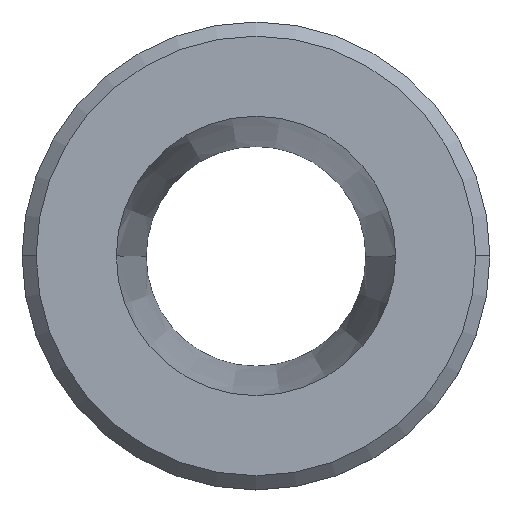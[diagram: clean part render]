
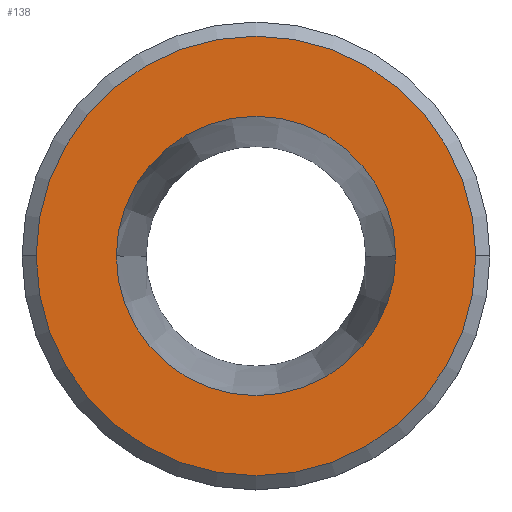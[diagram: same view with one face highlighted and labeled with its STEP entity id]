
A CAD part, top view. The second image highlights one B-rep face of the part: STEP entity #138.
In plain terms, the highlighted planar face has unit normal (0, 0, 1).
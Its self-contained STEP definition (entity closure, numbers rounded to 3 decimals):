
#78=EDGE_CURVE('',#160,#100,#190,.T.);
#82=EDGE_CURVE('',#102,#118,#195,.T.);
#100=VERTEX_POINT('',#215);
#102=VERTEX_POINT('',#217);
#108=EDGE_CURVE('',#118,#102,#223,.T.);
#118=VERTEX_POINT('',#234);
#138=ADVANCED_FACE('',(#258,#259),#260,.T.);
#146=EDGE_CURVE('',#100,#160,#269,.T.);
#160=VERTEX_POINT('',#284);
#190=CIRCLE('',#311,15.5);
#195=CIRCLE('',#317,9.851);
#215=CARTESIAN_POINT('',(15.5,0.,3.));
#217=CARTESIAN_POINT('',(-9.851,0.,3.));
#223=CIRCLE('',#354,9.851);
#234=CARTESIAN_POINT('',(9.851,0.,3.));
#258=FACE_OUTER_BOUND('',#395,.T.);
#259=FACE_BOUND('',#396,.T.);
#260=PLANE('',#397);
#269=CIRCLE('',#409,15.5);
#284=CARTESIAN_POINT('',(-15.5,0.,3.));
#311=AXIS2_PLACEMENT_3D('',#446,#447,#448);
#317=AXIS2_PLACEMENT_3D('',#457,#458,#459);
#354=AXIS2_PLACEMENT_3D('',#485,#486,#487);
#395=EDGE_LOOP('',(#534,#535));
#396=EDGE_LOOP('',(#536,#537));
#397=AXIS2_PLACEMENT_3D('',#538,#539,#540);
#409=AXIS2_PLACEMENT_3D('',#550,#551,#552);
#446=CARTESIAN_POINT('',(0.,0.,3.));
#447=DIRECTION('',(0.0,0.0,-1.0));
#448=DIRECTION('',(1.0,0.,0.0));
#457=CARTESIAN_POINT('',(0.,0.,3.));
#458=DIRECTION('',(0.0,0.0,-1.0));
#459=DIRECTION('',(1.0,0.,0.0));
#485=CARTESIAN_POINT('',(0.,0.,3.));
#486=DIRECTION('',(0.0,0.0,-1.0));
#487=DIRECTION('',(1.0,0.,0.0));
#534=ORIENTED_EDGE('',*,*,#146,.F.);
#535=ORIENTED_EDGE('',*,*,#78,.F.);
#536=ORIENTED_EDGE('',*,*,#108,.T.);
#537=ORIENTED_EDGE('',*,*,#82,.T.);
#538=CARTESIAN_POINT('',(12.676,0.,3.));
#539=DIRECTION('',(0.0,0.0,1.0));
#540=DIRECTION('',(-1.0,0.,0.0));
#550=CARTESIAN_POINT('',(0.,0.,3.));
#551=DIRECTION('',(0.0,0.0,-1.0));
#552=DIRECTION('',(1.0,0.,0.0));
